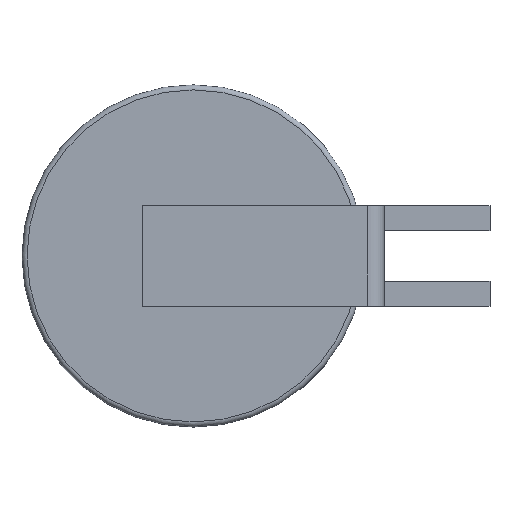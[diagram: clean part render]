
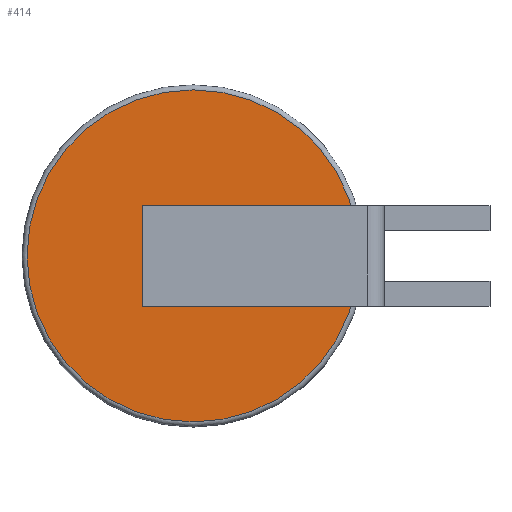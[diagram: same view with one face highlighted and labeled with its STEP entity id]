
A CAD part, top view. The second image highlights one B-rep face of the part: STEP entity #414.
In plain terms, the highlighted face is planar.
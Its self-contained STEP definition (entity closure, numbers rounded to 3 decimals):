
#33=CIRCLE('',#462,3.3);
#34=CIRCLE('',#463,3.3);
#58=FACE_OUTER_BOUND('',#80,.T.);
#80=EDGE_LOOP('',(#373,#374));
#205=VERTEX_POINT('',#696);
#206=VERTEX_POINT('',#698);
#261=EDGE_CURVE('',#205,#206,#33,.T.);
#262=EDGE_CURVE('',#206,#205,#34,.T.);
#373=ORIENTED_EDGE('',*,*,#262,.F.);
#374=ORIENTED_EDGE('',*,*,#261,.F.);
#392=PLANE('',#464);
#414=ADVANCED_FACE('',(#58),#392,.F.);
#462=AXIS2_PLACEMENT_3D('',#699,#576,#577);
#463=AXIS2_PLACEMENT_3D('',#700,#578,#579);
#464=AXIS2_PLACEMENT_3D('',#701,#580,#581);
#576=DIRECTION('center_axis',(0.,1.,0.));
#577=DIRECTION('ref_axis',(1.,0.,0.));
#578=DIRECTION('center_axis',(0.,1.,0.));
#579=DIRECTION('ref_axis',(1.,0.,0.));
#580=DIRECTION('center_axis',(0.,1.,0.));
#581=DIRECTION('ref_axis',(1.,0.,0.));
#696=CARTESIAN_POINT('',(0.,0.,-3.3));
#698=CARTESIAN_POINT('',(-3.3,0.,0.));
#699=CARTESIAN_POINT('Origin',(0.,0.,0.));
#700=CARTESIAN_POINT('Origin',(0.,0.,0.));
#701=CARTESIAN_POINT('Origin',(0.,0.,0.));
